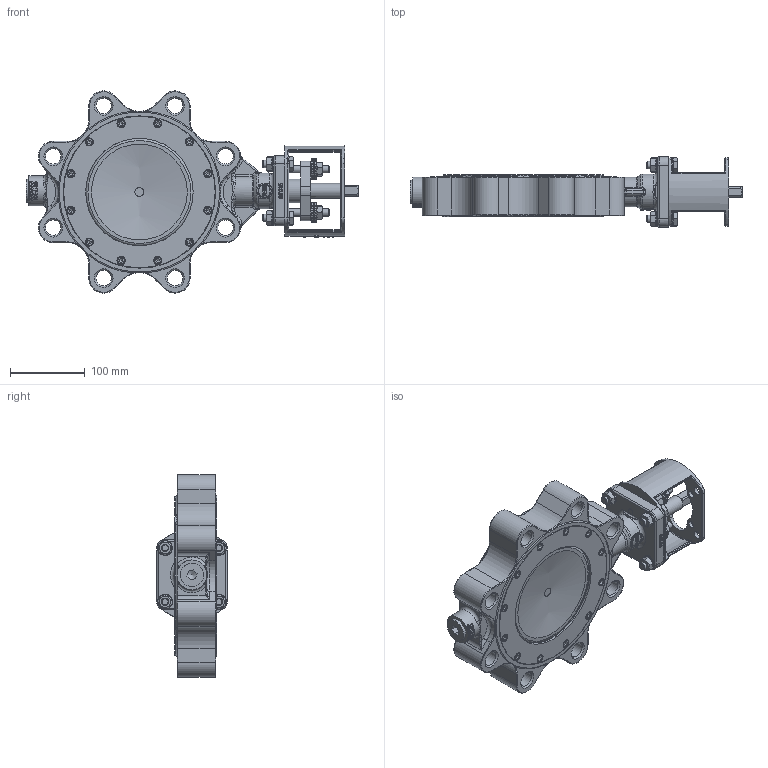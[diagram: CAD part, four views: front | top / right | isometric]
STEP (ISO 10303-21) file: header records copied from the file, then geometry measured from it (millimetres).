
FILE_DESCRIPTION(/* description */ (''),/* implementation_level */ '2;1');
FILE_NAME(/* name */ 'HPE114-DN150 Neu.stp',/* time_stamp */ '2021-02-23T11:47:27+01:00',/* author */ ('hellwig'),/* organization */ (''),/* preprocessor_version */ 'ST-DEVELOPER v16.5',/* originating_system */ 'Autodesk Inventor 2017',/* authorisation */ '');
FILE_SCHEMA (('CONFIG_CONTROL_DESIGN'));
Products named in the file (1): M21745
Bounding box: 445 x 95.12 x 270.91 mm (x, y, z)
Volume: 2255499.7 mm3; surface area: 446965.9 mm2
Topology: 14 solids, 45 shells, 2183 faces, 5355 edges, 3347 vertices
Faces by surface type: plane 825, cylinder 503, bspline 488, cone 184, torus 172, sphere 11
Full cylindrical faces by diameter (mm): 4.917 x12, 6 x12, 6.6 x12, 8.376 x2, 9 x10, 9.188 x4, 9.2 x2, 10 x24, 10.2 x12, 10.5 x4, 11 x26, 12.043 x1, 15.4 x4, 20 x7, 20.05 x4, 20.1 x1, 20.2 x4, 20.752 x8, 22.1 x1, 23.2 x3, 23.25 x2, 24.376 x2, 26 x1, 28 x12, 28.2 x2, 31 x1, 31.2 x1, 31.8 x1, 31.9 x1, 32 x2
Entity records: 103163 total; most frequent: CARTESIAN_POINT 54623, ORIENTED_EDGE 9554, DIRECTION 8791, EDGE_CURVE 4765, AXIS2_PLACEMENT_3D 3489, VERTEX_POINT 3195, EDGE_LOOP 2816, STYLED_ITEM 2183
